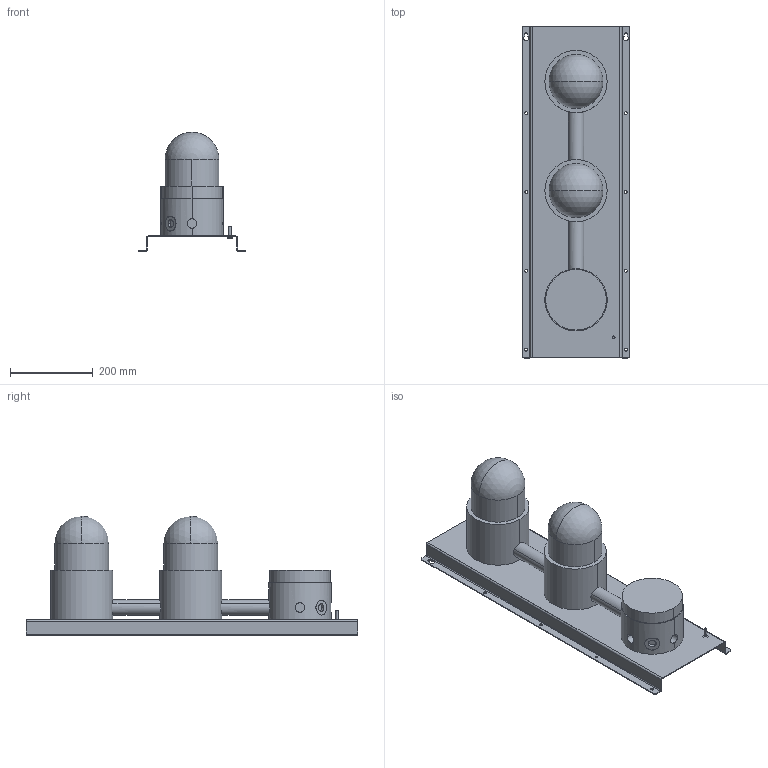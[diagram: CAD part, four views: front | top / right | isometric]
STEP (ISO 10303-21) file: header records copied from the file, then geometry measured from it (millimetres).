
FILE_DESCRIPTION (( 'STEP AP203' ), '1' );
FILE_NAME ('D226-05-122_Issue_1.STEP', '2019-08-16T09:28:33', ( '' ), ( '' ), 'SwSTEP 2.0', 'SolidWorks 2019', '' );
FILE_SCHEMA (( 'CONFIG_CONTROL_DESIGN' ));
Length unit declared in the file: millimetre
Products named in the file (1): D226-05-122_Issue_1
Bounding box: 260 x 800 x 288 mm (x, y, z)
Volume: 9964209.1 mm3; surface area: 803977.3 mm2
Topology: 1 solids, 1 shells, 116 faces, 293 edges, 181 vertices
Faces by surface type: cylinder 66, plane 44, sphere 4, torus 2
Entity records: 4320 total; most frequent: CARTESIAN_POINT 1383, DIRECTION 621, ORIENTED_EDGE 574, EDGE_CURVE 287, AXIS2_PLACEMENT_3D 243, VERTEX_POINT 181, EDGE_LOOP 148, VECTOR 135
